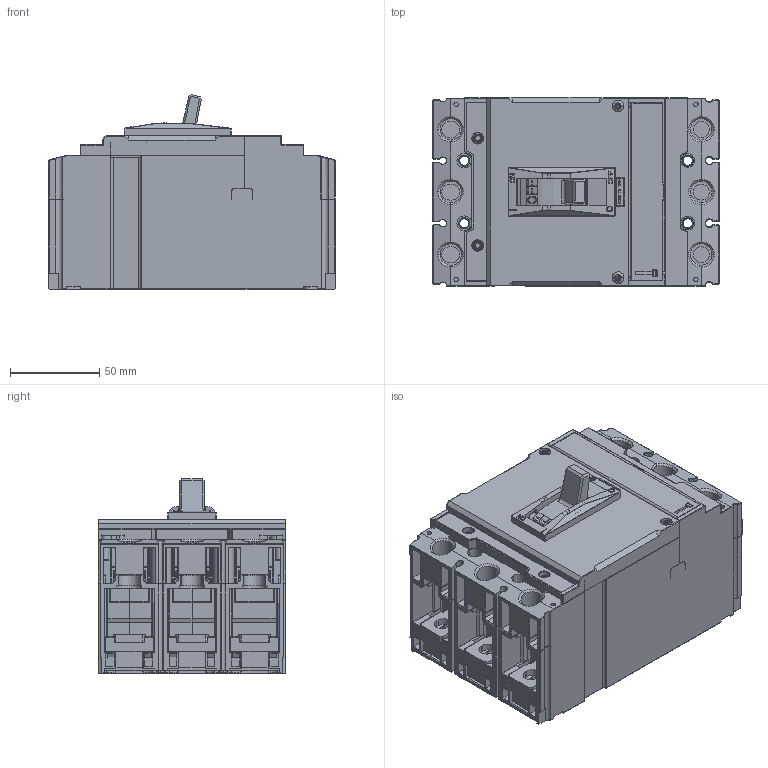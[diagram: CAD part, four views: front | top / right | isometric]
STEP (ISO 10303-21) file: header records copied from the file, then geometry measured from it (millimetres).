
FILE_DESCRIPTION(/* description */ (''),/* implementation_level */ '2;1');
FILE_NAME(/* name */ 'FILE_STP_CAD_DRAWING_3D_P5ME3PS0100-250_prt.stp',/* time_stamp */ '2025-07-28T15:32:13+02:00',/* author */ (''),/* organization */ (''),/* preprocessor_version */ 'ST-DEVELOPER v20',/* originating_system */ 'SIEMENS PLM Software NX2406.8500',/* authorisation */ '');
FILE_SCHEMA (('AUTOMOTIVE_DESIGN { 1 0 10303 214 3 1 1 1 }'));
Products named in the file (1): 3D_P5ME3PS0100-250
Bounding box: 160 x 105 x 108.86 mm (x, y, z)
Surface area: 155099.2 mm2 (no closed solid volume)
Topology: 0 solids, 77 shells, 1800 faces, 7915 edges, 6005 vertices
Faces by surface type: plane 966, cylinder 625, torus 77, cone 46, sphere 46, bspline 40
Entity records: 86292 total; most frequent: CARTESIAN_POINT 23136, DIRECTION 12497, ORIENTED_EDGE 11593, EDGE_CURVE 7901, VERTEX_POINT 6004, LINE 5589, VECTOR 5589, AXIS2_PLACEMENT_3D 3454
